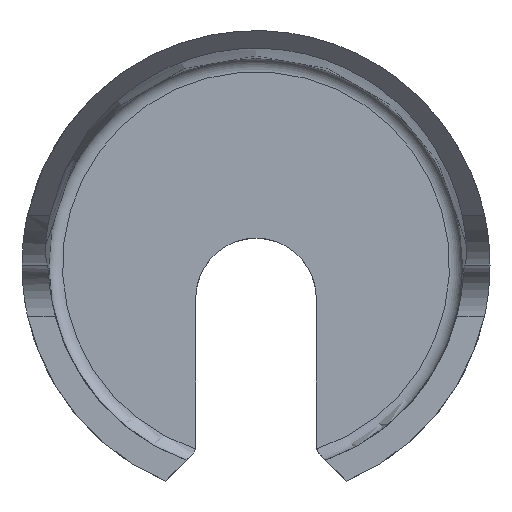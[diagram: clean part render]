
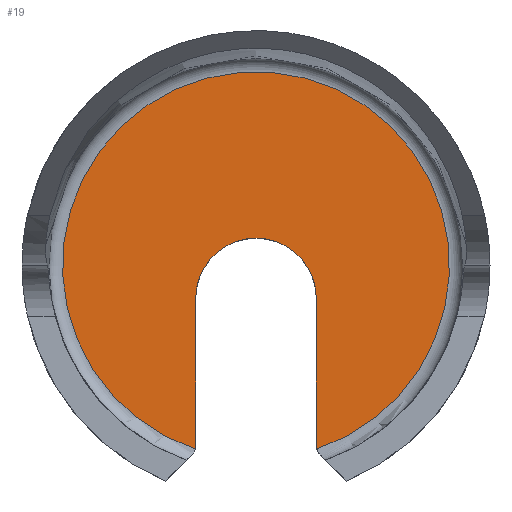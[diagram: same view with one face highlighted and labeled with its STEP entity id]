
A CAD part, top view. The second image highlights one B-rep face of the part: STEP entity #19.
In plain terms, the highlighted planar face has unit normal (0, 0, 1).
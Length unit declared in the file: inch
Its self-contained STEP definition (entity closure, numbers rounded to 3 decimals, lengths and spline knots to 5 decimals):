
#19 = ADVANCED_FACE ( 'NONE', ( #123 ), #649, .T. ) ;
#35 = ORIENTED_EDGE ( 'NONE', *, *, #399, .T. ) ;
#36 = ORIENTED_EDGE ( 'NONE', *, *, #253, .T. ) ;
#44 = ORIENTED_EDGE ( 'NONE', *, *, #394, .T. ) ;
#49 = ORIENTED_EDGE ( 'NONE', *, *, #389, .T. ) ;
#56 = ORIENTED_EDGE ( 'NONE', *, *, #386, .T. ) ;
#72 = ORIENTED_EDGE ( 'NONE', *, *, #379, .T. ) ;
#123 = FACE_OUTER_BOUND ( 'NONE', #754, .T. ) ;
#142 = CIRCLE ( 'NONE', #316, 0.56853 ) ;
#160 = CIRCLE ( 'NONE', #318, 0.04 ) ;
#170 = LINE ( 'NONE', #447, #173 ) ;
#173 = VECTOR ( 'NONE', #448, 39.37008 ) ;
#175 = CIRCLE ( 'NONE', #321, 0.17717 ) ;
#182 = LINE ( 'NONE', #465, #183 ) ;
#183 = VECTOR ( 'NONE', #462, 39.37008 ) ;
#186 = CIRCLE ( 'NONE', #323, 0.04 ) ;
#253 = EDGE_CURVE ( 'NONE', #741, #747, #142, .T. ) ;
#271 = DIRECTION ( 'NONE',  ( 1., 0., 0. ) ) ;
#306 = CARTESIAN_POINT ( 'NONE',  ( 0.21717, -0.52919, 0.23622 ) ) ;
#307 = DIRECTION ( 'NONE',  ( 0., 0., 1. ) ) ;
#308 = DIRECTION ( 'NONE',  ( 1., 0., 0. ) ) ;
#316 = AXIS2_PLACEMENT_3D ( 'NONE', #358, #359, #360 ) ;
#318 = AXIS2_PLACEMENT_3D ( 'NONE', #306, #307, #308 ) ;
#321 = AXIS2_PLACEMENT_3D ( 'NONE', #457, #458, #459 ) ;
#323 = AXIS2_PLACEMENT_3D ( 'NONE', #484, #485, #486 ) ;
#358 = CARTESIAN_POINT ( 'NONE',  ( 0., 0., 0.23622 ) ) ;
#359 = DIRECTION ( 'NONE',  ( 0., 0., 1. ) ) ;
#360 = DIRECTION ( 'NONE',  ( 1., 0., 0. ) ) ;
#379 = EDGE_CURVE ( 'NONE', #790, #741, #160, .T. ) ;
#386 = EDGE_CURVE ( 'NONE', #727, #790, #170, .T. ) ;
#389 = EDGE_CURVE ( 'NONE', #745, #727, #175, .T. ) ;
#394 = EDGE_CURVE ( 'NONE', #724, #745, #182, .T. ) ;
#399 = EDGE_CURVE ( 'NONE', #747, #724, #186, .T. ) ;
#422 = AXIS2_PLACEMENT_3D ( 'NONE', #651, #642, #271 ) ;
#447 = CARTESIAN_POINT ( 'NONE',  ( 0.17717, -0.0975, 0.23622 ) ) ;
#448 = DIRECTION ( 'NONE',  ( 0., -1., 0. ) ) ;
#457 = CARTESIAN_POINT ( 'NONE',  ( 0., -0.0975, 0.23622 ) ) ;
#458 = DIRECTION ( 'NONE',  ( 0., 0., -1. ) ) ;
#459 = DIRECTION ( 'NONE',  ( 1., 0., 0. ) ) ;
#462 = DIRECTION ( 'NONE',  ( 0., 1., 0. ) ) ;
#465 = CARTESIAN_POINT ( 'NONE',  ( -0.17717, -0.0975, 0.23622 ) ) ;
#484 = CARTESIAN_POINT ( 'NONE',  ( -0.21717, -0.52919, 0.23622 ) ) ;
#485 = DIRECTION ( 'NONE',  ( 0., 0., 1. ) ) ;
#486 = DIRECTION ( 'NONE',  ( 1., 0., 0. ) ) ;
#507 = CARTESIAN_POINT ( 'NONE',  ( -0.17717, -0.52919, 0.23622 ) ) ;
#526 = CARTESIAN_POINT ( 'NONE',  ( 0.17717, -0.0975, 0.23622 ) ) ;
#540 = CARTESIAN_POINT ( 'NONE',  ( 0.17859, -0.53976, 0.23622 ) ) ;
#542 = CARTESIAN_POINT ( 'NONE',  ( -0.17717, -0.0975, 0.23622 ) ) ;
#544 = CARTESIAN_POINT ( 'NONE',  ( -0.17859, -0.53976, 0.23622 ) ) ;
#556 = CARTESIAN_POINT ( 'NONE',  ( 0.17717, -0.52919, 0.23622 ) ) ;
#642 = DIRECTION ( 'NONE',  ( 0., 0., 1. ) ) ;
#649 = PLANE ( 'NONE',  #422 ) ;
#651 = CARTESIAN_POINT ( 'NONE',  ( 0., 0., 0.23622 ) ) ;
#724 = VERTEX_POINT ( 'NONE', #507 ) ;
#727 = VERTEX_POINT ( 'NONE', #526 ) ;
#741 = VERTEX_POINT ( 'NONE', #540 ) ;
#745 = VERTEX_POINT ( 'NONE', #542 ) ;
#747 = VERTEX_POINT ( 'NONE', #544 ) ;
#754 = EDGE_LOOP ( 'NONE', ( #72, #36, #35, #44, #49, #56 ) ) ;
#790 = VERTEX_POINT ( 'NONE', #556 ) ;
